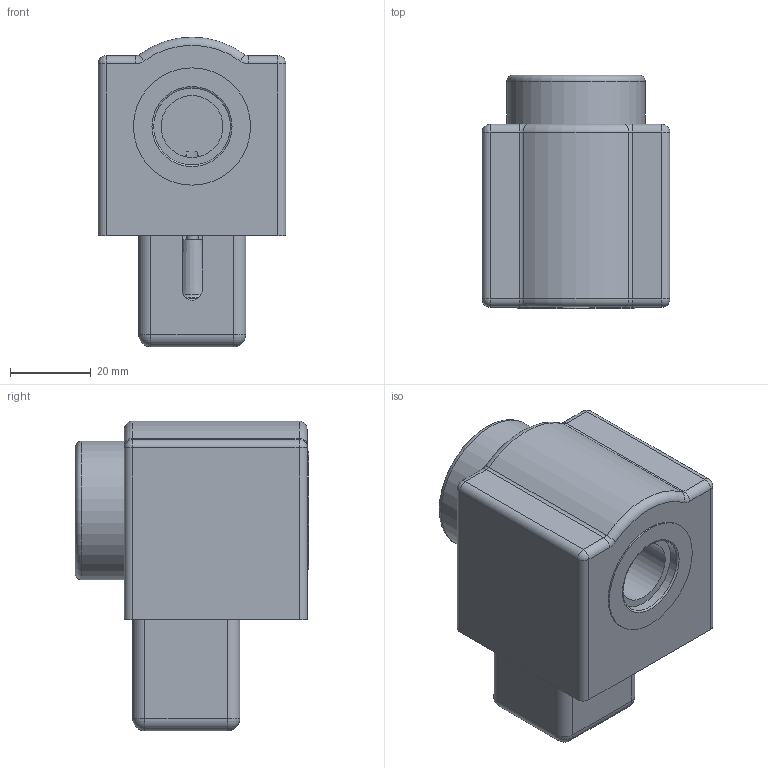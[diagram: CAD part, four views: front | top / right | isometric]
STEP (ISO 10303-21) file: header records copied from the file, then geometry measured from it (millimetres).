
FILE_DESCRIPTION(/* description */ ('Coil assembled with cap'),/* implementation_level */ '2;1');
FILE_NAME(/* name */ 'WEB018F6175.step',/* time_stamp */ '2018-08-10T16:09:28+02:00',/* author */ ('U265562'),/* organization */ (''),/* preprocessor_version */ 'ST-DEVELOPER v16.1',/* originating_system */ 'Autodesk Inventor 2016',/* authorisation */ '');
FILE_SCHEMA (('AUTOMOTIVE_DESIGN { 1 0 10303 214 3 1 1 }'));
Length unit declared in the file: millimetre
Products named in the file (1): WEB018F6175
Bounding box: 46.5 x 57.75 x 76.6 mm (x, y, z)
Volume: 97298.2 mm3; surface area: 27567.2 mm2
Topology: 1 solids, 14 shells, 4267 faces, 11231 edges, 6995 vertices
Faces by surface type: plane 3059, cylinder 801, cone 335, torus 30, bspline 22, sphere 20
Full cylindrical faces by diameter (mm): 1.65 x2, 1.7 x1, 2.85 x4, 3 x2, 3.278 x1, 3.9 x1, 4 x1, 4.1 x4, 4.296 x4, 4.5 x12, 4.8 x20, 6.2 x1, 9.7 x1, 15.3 x1, 18 x1, 19 x1, 29 x1, 30 x1, 30.3 x1, 34.3 x1, 34.7 x1
Entity records: 136479 total; most frequent: DIRECTION 25549, CARTESIAN_POINT 24355, ORIENTED_EDGE 22130, EDGE_CURVE 11065, AXIS2_PLACEMENT_3D 10956, VERTEX_POINT 6935, EDGE_LOOP 4400, FACE_OUTER_BOUND 4263
